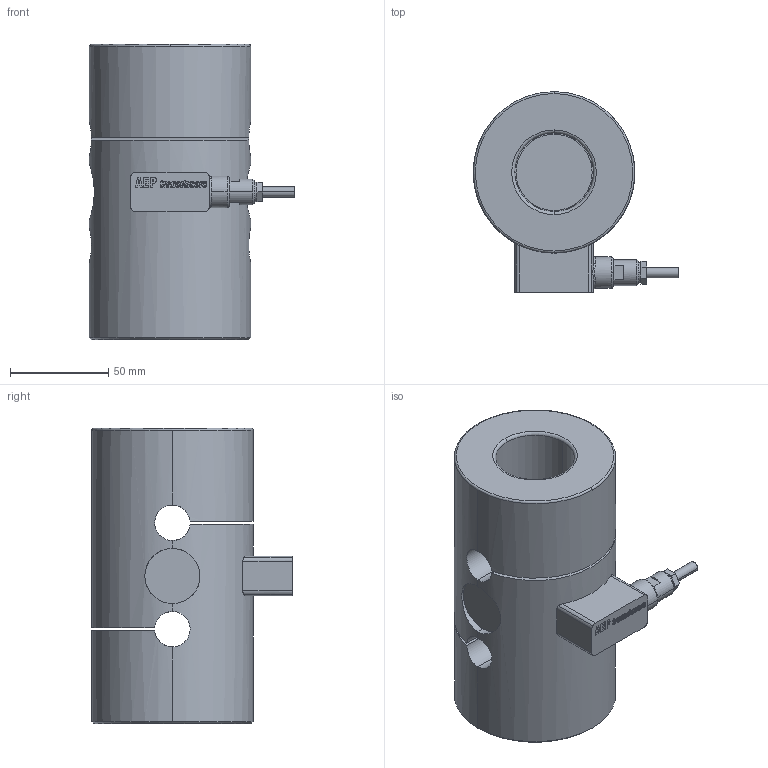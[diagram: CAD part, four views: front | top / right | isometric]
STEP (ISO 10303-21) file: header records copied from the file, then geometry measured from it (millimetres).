
FILE_DESCRIPTION(('STEP AP214'),'1');
FILE_NAME('TCE 20t.stp','2015-05-19T14:57:22',(' '),(' '),'Spatial InterOp 3D',' ',' ');
FILE_SCHEMA(('automotive_design'));
Length unit declared in the file: metre
Products named in the file (1): Box
Bounding box: 104.31 x 101.9 x 150 mm (x, y, z)
Volume: 684475.3 mm3; surface area: 76753.7 mm2
Topology: 1 solids, 4 shells, 289 faces, 725 edges, 472 vertices
Faces by surface type: plane 167, cylinder 60, extrusion 42, torus 10, cone 8, bspline 2
Entity records: 12402 total; most frequent: CARTESIAN_POINT 3304, ORIENTED_EDGE 1446, DIRECTION 1248, EDGE_CURVE 723, VECTOR 514, VERTEX_POINT 472, LINE 472, AXIS2_PLACEMENT_3D 367
